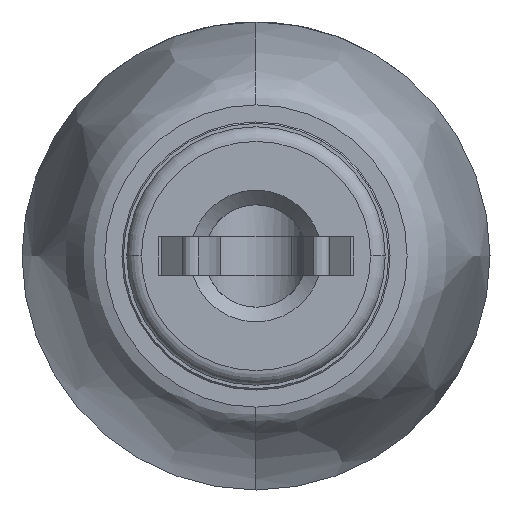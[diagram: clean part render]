
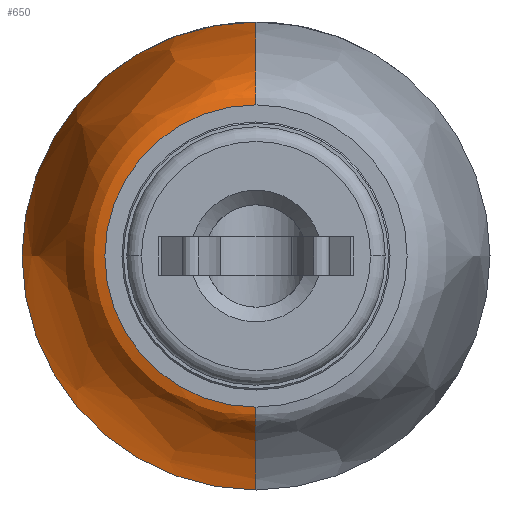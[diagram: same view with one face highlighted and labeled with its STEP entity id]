
A CAD part, left-side view. The second image highlights one B-rep face of the part: STEP entity #650.
In plain terms, the highlighted free-form (B-spline) face has degree [3, 3] with [6, 4] control points.
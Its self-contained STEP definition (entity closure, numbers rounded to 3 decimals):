
#60 = CARTESIAN_POINT ( 'NONE',  ( -5.178, 3.71, -7.421 ) ) ;
#650 = ADVANCED_FACE ( 'NONE', ( #7029 ), #7857, .F. ) ;
#680 = CARTESIAN_POINT ( 'NONE',  ( 3.398, 4.8, 0. ) ) ;
#1760 = AXIS2_PLACEMENT_3D ( 'NONE', #26008, #11133, #21226 ) ;
#2336 = CARTESIAN_POINT ( 'NONE',  ( -3.247, -4.294, 0. ) ) ;
#2337 = CARTESIAN_POINT ( 'NONE',  ( -3.247, 4.294, 0. ) ) ;
#3164 = CARTESIAN_POINT ( 'NONE',  ( 3.822, 4.8, -9.6 ) ) ;
#3403 = EDGE_LOOP ( 'NONE', ( #30939, #9289, #26431, #27371, #20010 ) ) ;
#4399 = CARTESIAN_POINT ( 'NONE',  ( -5.178, -3.71, -7.421 ) ) ;
#4721 = CARTESIAN_POINT ( 'NONE',  ( -5.178, -3.1, 0. ) ) ;
#6912 = CARTESIAN_POINT ( 'NONE',  ( 3.822, -4.8, 0. ) ) ;
#6936 = CARTESIAN_POINT ( 'NONE',  ( 3.822, -4.8, 0. ) ) ;
#6970 = CARTESIAN_POINT ( 'NONE',  ( -3.247, 4.294, 0. ) ) ;
#7029 = FACE_OUTER_BOUND ( 'NONE', #3403, .T. ) ;
#7738 = EDGE_CURVE ( 'NONE', #10142, #8385, #31908, .T. ) ;
#7857 =( BOUNDED_SURFACE ( )  B_SPLINE_SURFACE ( 3, 3, ( 
 ( #8849, #3164, #11377, #31477 ),
 ( #680, #18193, #23225, #28766 ),
 ( #20578, #23107, #8178, #30620 ),
 ( #6970, #12020, #29397, #2336 ),
 ( #16957, #60, #4399, #29310 ),
 ( #16810, #24205, #17031, #4721 ) ),
 .UNSPECIFIED., .F., .F., .F. ) 
 B_SPLINE_SURFACE_WITH_KNOTS ( ( 4, 1, 1, 4 ),
 ( 4, 4 ),
 ( 0., 0.429, 0.529, 1. ),
 ( 0., 1. ),
 .UNSPECIFIED. ) 
 GEOMETRIC_REPRESENTATION_ITEM ( )  RATIONAL_B_SPLINE_SURFACE ( (
 ( 1., 0.333, 0.333, 1.),
 ( 1., 0.333, 0.333, 1.),
 ( 1., 0.333, 0.333, 1.),
 ( 1., 0.333, 0.333, 1.),
 ( 1., 0.333, 0.333, 1.),
 ( 1., 0.333, 0.333, 1.) ) ) 
 REPRESENTATION_ITEM ( '' )  SURFACE ( )  );
#8178 = CARTESIAN_POINT ( 'NONE',  ( 0.153, -4.759, -9.518 ) ) ;
#8385 = VERTEX_POINT ( 'NONE', #6912 ) ;
#8499 = VERTEX_POINT ( 'NONE', #12495 ) ;
#8849 = CARTESIAN_POINT ( 'NONE',  ( 3.822, 4.8, 0. ) ) ;
#9289 = ORIENTED_EDGE ( 'NONE', *, *, #18761, .T. ) ;
#10062 = VERTEX_POINT ( 'NONE', #31108 ) ;
#10142 = VERTEX_POINT ( 'NONE', #26424 ) ;
#11093 = DIRECTION ( 'NONE',  ( 0., 0., 1. ) ) ;
#11133 = DIRECTION ( 'NONE',  ( -1., 0., 0. ) ) ;
#11155 = CIRCLE ( 'NONE', #11951, 3.1 ) ;
#11377 = CARTESIAN_POINT ( 'NONE',  ( 3.822, -4.8, -9.6 ) ) ;
#11951 = AXIS2_PLACEMENT_3D ( 'NONE', #25966, #13704, #11093 ) ;
#11989 = CARTESIAN_POINT ( 'NONE',  ( 3.398, -4.8, 0. ) ) ;
#12020 = CARTESIAN_POINT ( 'NONE',  ( -3.247, 4.294, -8.588 ) ) ;
#12252 = CIRCLE ( 'NONE', #24651, 4.8 ) ;
#12273 = CARTESIAN_POINT ( 'NONE',  ( 3.822, 4.8, 0. ) ) ;
#12495 = CARTESIAN_POINT ( 'NONE',  ( -5.178, -3.1, 0. ) ) ;
#13132 = EDGE_CURVE ( 'NONE', #17735, #10142, #12252, .T. ) ;
#13704 = DIRECTION ( 'NONE',  ( -1., 0., 0. ) ) ;
#14475 = CARTESIAN_POINT ( 'NONE',  ( -5.178, -3.71, 0. ) ) ;
#16810 = CARTESIAN_POINT ( 'NONE',  ( -5.178, 3.1, 0. ) ) ;
#16957 = CARTESIAN_POINT ( 'NONE',  ( -5.178, 3.71, 0. ) ) ;
#16967 = CARTESIAN_POINT ( 'NONE',  ( -5.178, -3.1, 0. ) ) ;
#17031 = CARTESIAN_POINT ( 'NONE',  ( -5.178, -3.1, -6.2 ) ) ;
#17229 = B_SPLINE_CURVE_WITH_KNOTS ( 'NONE', 3,
 ( #6936, #11989, #19119, #29370, #14475, #16967 ),
 .UNSPECIFIED., .F., .F.,
 ( 4, 1, 1, 4 ),
 ( 0., 0.429, 0.529, 1. ),
 .UNSPECIFIED. ) ;
#17735 = VERTEX_POINT ( 'NONE', #12273 ) ;
#18036 = B_SPLINE_CURVE_WITH_KNOTS ( 'NONE', 3,
 ( #24452, #19324, #29357, #2337, #21938, #26854 ),
 .UNSPECIFIED., .F., .F.,
 ( 4, 1, 1, 4 ),
 ( 0., 0.429, 0.529, 1. ),
 .UNSPECIFIED. ) ;
#18193 = CARTESIAN_POINT ( 'NONE',  ( 3.398, 4.8, -9.6 ) ) ;
#18761 = EDGE_CURVE ( 'NONE', #8385, #8499, #17229, .T. ) ;
#19119 = CARTESIAN_POINT ( 'NONE',  ( 0.153, -4.759, 0. ) ) ;
#19324 = CARTESIAN_POINT ( 'NONE',  ( 3.398, 4.8, 0. ) ) ;
#20010 = ORIENTED_EDGE ( 'NONE', *, *, #13132, .T. ) ;
#20578 = CARTESIAN_POINT ( 'NONE',  ( 0.153, 4.759, 0. ) ) ;
#21226 = DIRECTION ( 'NONE',  ( 0., 0., 1. ) ) ;
#21938 = CARTESIAN_POINT ( 'NONE',  ( -5.178, 3.71, 0. ) ) ;
#23067 = CARTESIAN_POINT ( 'NONE',  ( 3.822, 0., 0. ) ) ;
#23107 = CARTESIAN_POINT ( 'NONE',  ( 0.153, 4.759, -9.518 ) ) ;
#23225 = CARTESIAN_POINT ( 'NONE',  ( 3.398, -4.8, -9.6 ) ) ;
#24205 = CARTESIAN_POINT ( 'NONE',  ( -5.178, 3.1, -6.2 ) ) ;
#24452 = CARTESIAN_POINT ( 'NONE',  ( 3.822, 4.8, 0. ) ) ;
#24651 = AXIS2_PLACEMENT_3D ( 'NONE', #23067, #27858, #25664 ) ;
#25664 = DIRECTION ( 'NONE',  ( 0., 0., 1. ) ) ;
#25966 = CARTESIAN_POINT ( 'NONE',  ( -5.178, 0., 0. ) ) ;
#26008 = CARTESIAN_POINT ( 'NONE',  ( 3.822, 0., 0. ) ) ;
#26424 = CARTESIAN_POINT ( 'NONE',  ( 3.822, 0., -4.8 ) ) ;
#26431 = ORIENTED_EDGE ( 'NONE', *, *, #27380, .F. ) ;
#26854 = CARTESIAN_POINT ( 'NONE',  ( -5.178, 3.1, 0. ) ) ;
#27371 = ORIENTED_EDGE ( 'NONE', *, *, #28948, .F. ) ;
#27380 = EDGE_CURVE ( 'NONE', #10062, #8499, #11155, .T. ) ;
#27858 = DIRECTION ( 'NONE',  ( -1., 0., 0. ) ) ;
#28766 = CARTESIAN_POINT ( 'NONE',  ( 3.398, -4.8, 0. ) ) ;
#28948 = EDGE_CURVE ( 'NONE', #17735, #10062, #18036, .T. ) ;
#29310 = CARTESIAN_POINT ( 'NONE',  ( -5.178, -3.71, 0. ) ) ;
#29357 = CARTESIAN_POINT ( 'NONE',  ( 0.153, 4.759, 0. ) ) ;
#29370 = CARTESIAN_POINT ( 'NONE',  ( -3.247, -4.294, 0. ) ) ;
#29397 = CARTESIAN_POINT ( 'NONE',  ( -3.247, -4.294, -8.588 ) ) ;
#30620 = CARTESIAN_POINT ( 'NONE',  ( 0.153, -4.759, 0. ) ) ;
#30939 = ORIENTED_EDGE ( 'NONE', *, *, #7738, .T. ) ;
#31108 = CARTESIAN_POINT ( 'NONE',  ( -5.178, 3.1, 0. ) ) ;
#31477 = CARTESIAN_POINT ( 'NONE',  ( 3.822, -4.8, 0. ) ) ;
#31908 = CIRCLE ( 'NONE', #1760, 4.8 ) ;
